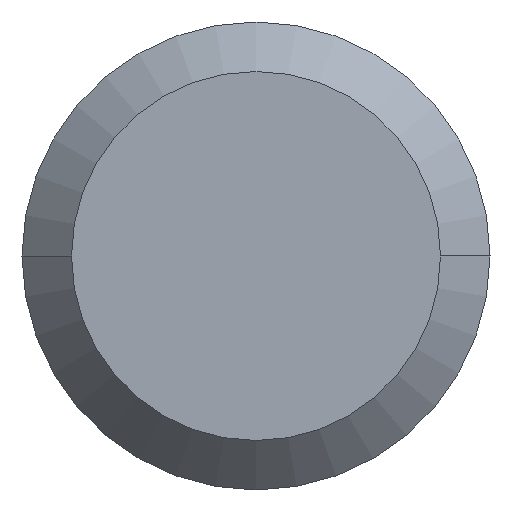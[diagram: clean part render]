
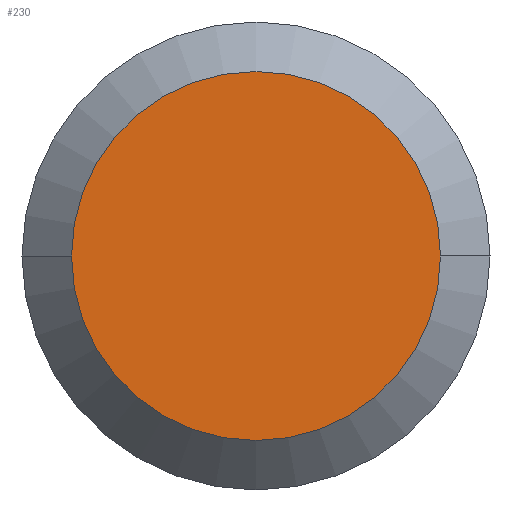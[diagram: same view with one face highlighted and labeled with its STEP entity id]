
A CAD part, left-side view. The second image highlights one B-rep face of the part: STEP entity #230.
In plain terms, the highlighted planar face has unit normal (-1, 0, 0).
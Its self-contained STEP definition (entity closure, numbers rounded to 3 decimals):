
#9 = ORIENTED_EDGE ( 'NONE', *, *, #197, .F. ) ;
#41 = DIRECTION ( 'NONE',  ( 0., 1., 0. ) ) ;
#52 = AXIS2_PLACEMENT_3D ( 'NONE', #173, #111, #319 ) ;
#75 = PLANE ( 'NONE',  #52 ) ;
#84 = AXIS2_PLACEMENT_3D ( 'NONE', #164, #376, #189 ) ;
#111 = DIRECTION ( 'NONE',  ( -1., 0., 0. ) ) ;
#139 = ORIENTED_EDGE ( 'NONE', *, *, #374, .F. ) ;
#164 = CARTESIAN_POINT ( 'NONE',  ( 0., 0., 0. ) ) ;
#173 = CARTESIAN_POINT ( 'NONE',  ( 0., 0., 0. ) ) ;
#180 = AXIS2_PLACEMENT_3D ( 'NONE', #315, #199, #41 ) ;
#185 = VERTEX_POINT ( 'NONE', #380 ) ;
#189 = DIRECTION ( 'NONE',  ( 0., 1., 0. ) ) ;
#193 = EDGE_LOOP ( 'NONE', ( #9, #139 ) ) ;
#197 = EDGE_CURVE ( 'NONE', #185, #209, #262, .T. ) ;
#199 = DIRECTION ( 'NONE',  ( 1., 0., 0. ) ) ;
#209 = VERTEX_POINT ( 'NONE', #348 ) ;
#230 = ADVANCED_FACE ( 'NONE', ( #371 ), #75, .T. ) ;
#262 = CIRCLE ( 'NONE', #180, 2.365 ) ;
#315 = CARTESIAN_POINT ( 'NONE',  ( 0., 0., 0. ) ) ;
#319 = DIRECTION ( 'NONE',  ( 0., -1., 0. ) ) ;
#348 = CARTESIAN_POINT ( 'NONE',  ( 0., -2.365, 0. ) ) ;
#365 = CIRCLE ( 'NONE', #84, 2.365 ) ;
#371 = FACE_OUTER_BOUND ( 'NONE', #193, .T. ) ;
#374 = EDGE_CURVE ( 'NONE', #209, #185, #365, .T. ) ;
#376 = DIRECTION ( 'NONE',  ( 1., 0., 0. ) ) ;
#380 = CARTESIAN_POINT ( 'NONE',  ( 0., 2.365, 0. ) ) ;
